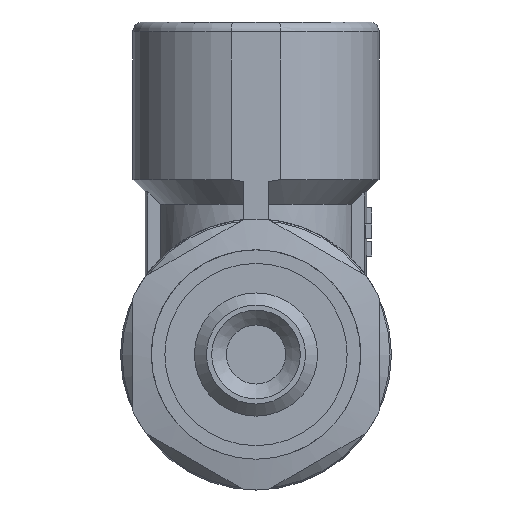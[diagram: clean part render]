
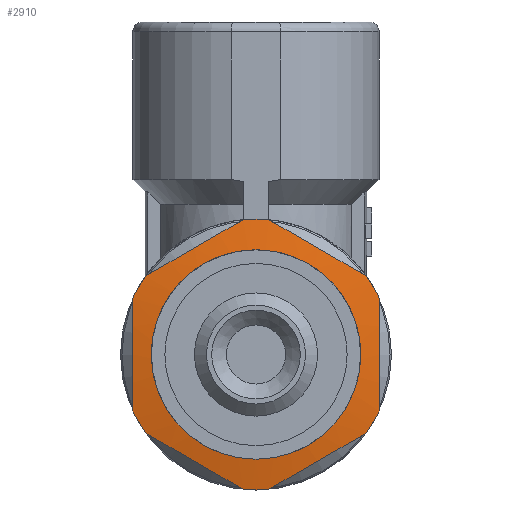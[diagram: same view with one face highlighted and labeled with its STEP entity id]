
A CAD part, front view. The second image highlights one B-rep face of the part: STEP entity #2910.
In plain terms, the highlighted conical face has half-angle 80 degrees and reference radius 5.5 mm.
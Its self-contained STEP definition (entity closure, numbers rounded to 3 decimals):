
#110=CONICAL_SURFACE('',#3095,5.5,1.396);
#165=B_SPLINE_CURVE_WITH_KNOTS('',3,(#4263,#4264,#4265,#4266),
 .UNSPECIFIED.,.F.,.F.,(4,4),(0.006,0.011),
 .UNSPECIFIED.);
#166=B_SPLINE_CURVE_WITH_KNOTS('',3,(#4267,#4268,#4269,#4270),
 .UNSPECIFIED.,.F.,.F.,(4,4),(0.,0.005),
 .UNSPECIFIED.);
#167=B_SPLINE_CURVE_WITH_KNOTS('',3,(#4271,#4272,#4273,#4274),
 .UNSPECIFIED.,.F.,.F.,(4,4),(0.,0.005),
 .UNSPECIFIED.);
#168=B_SPLINE_CURVE_WITH_KNOTS('',3,(#4275,#4276,#4277,#4278),
 .UNSPECIFIED.,.F.,.F.,(4,4),(0.006,0.011),
 .UNSPECIFIED.);
#169=B_SPLINE_CURVE_WITH_KNOTS('',3,(#4279,#4280,#4281,#4282),
 .UNSPECIFIED.,.F.,.F.,(4,4),(0.,0.005),
 .UNSPECIFIED.);
#170=B_SPLINE_CURVE_WITH_KNOTS('',3,(#4283,#4284,#4285,#4286),
 .UNSPECIFIED.,.F.,.F.,(4,4),(0.,0.005),
 .UNSPECIFIED.);
#632=ORIENTED_EDGE('',*,*,#1186,.F.);
#633=ORIENTED_EDGE('',*,*,#1045,.T.);
#634=ORIENTED_EDGE('',*,*,#1187,.T.);
#635=ORIENTED_EDGE('',*,*,#1047,.T.);
#636=ORIENTED_EDGE('',*,*,#1188,.T.);
#637=ORIENTED_EDGE('',*,*,#1051,.T.);
#638=ORIENTED_EDGE('',*,*,#1189,.T.);
#639=ORIENTED_EDGE('',*,*,#1183,.T.);
#640=ORIENTED_EDGE('',*,*,#1190,.T.);
#641=ORIENTED_EDGE('',*,*,#1055,.T.);
#642=ORIENTED_EDGE('',*,*,#1191,.T.);
#643=ORIENTED_EDGE('',*,*,#1059,.T.);
#644=ORIENTED_EDGE('',*,*,#1192,.T.);
#1045=EDGE_CURVE('',#1340,#1339,#1541,.T.);
#1047=EDGE_CURVE('',#1341,#1342,#1542,.T.);
#1051=EDGE_CURVE('',#1345,#1346,#1544,.T.);
#1055=EDGE_CURVE('',#1349,#1350,#1546,.T.);
#1059=EDGE_CURVE('',#1353,#1354,#1548,.T.);
#1183=EDGE_CURVE('',#1450,#1451,#1592,.T.);
#1186=EDGE_CURVE('',#1452,#1452,#1593,.T.);
#1187=EDGE_CURVE('',#1339,#1341,#165,.T.);
#1188=EDGE_CURVE('',#1342,#1345,#166,.T.);
#1189=EDGE_CURVE('',#1346,#1450,#167,.T.);
#1190=EDGE_CURVE('',#1451,#1349,#168,.T.);
#1191=EDGE_CURVE('',#1350,#1353,#169,.T.);
#1192=EDGE_CURVE('',#1354,#1340,#170,.T.);
#1339=VERTEX_POINT('',#3830);
#1340=VERTEX_POINT('',#3832);
#1341=VERTEX_POINT('',#3836);
#1342=VERTEX_POINT('',#3837);
#1345=VERTEX_POINT('',#3845);
#1346=VERTEX_POINT('',#3846);
#1349=VERTEX_POINT('',#3854);
#1350=VERTEX_POINT('',#3855);
#1353=VERTEX_POINT('',#3863);
#1354=VERTEX_POINT('',#3864);
#1450=VERTEX_POINT('',#4256);
#1451=VERTEX_POINT('',#4257);
#1452=VERTEX_POINT('',#4262);
#1541=CIRCLE('',#3013,5.5);
#1542=CIRCLE('',#3015,5.5);
#1544=CIRCLE('',#3018,5.5);
#1546=CIRCLE('',#3021,5.5);
#1548=CIRCLE('',#3024,5.5);
#1592=CIRCLE('',#3094,5.5);
#1593=CIRCLE('',#3096,4.25);
#1671=EDGE_LOOP('',(#632));
#1672=EDGE_LOOP('',(#633,#634,#635,#636,#637,#638,#639,#640,#641,#642,#643,
#644));
#1832=FACE_BOUND('',#1671,.T.);
#1833=FACE_BOUND('',#1672,.T.);
#2910=ADVANCED_FACE('',(#1832,#1833),#110,.T.);
#3013=AXIS2_PLACEMENT_3D('',#3831,#3242,#3243);
#3015=AXIS2_PLACEMENT_3D('',#3835,#3247,#3248);
#3018=AXIS2_PLACEMENT_3D('',#3844,#3255,#3256);
#3021=AXIS2_PLACEMENT_3D('',#3853,#3263,#3264);
#3024=AXIS2_PLACEMENT_3D('',#3862,#3271,#3272);
#3094=AXIS2_PLACEMENT_3D('',#4255,#3445,#3446);
#3095=AXIS2_PLACEMENT_3D('',#4260,#3449,#3450);
#3096=AXIS2_PLACEMENT_3D('',#4261,#3451,#3452);
#3242=DIRECTION('',(0.,-1.,0.));
#3243=DIRECTION('',(0.,0.,-1.));
#3247=DIRECTION('',(0.,-1.,0.));
#3248=DIRECTION('',(0.,0.,-1.));
#3255=DIRECTION('',(0.,-1.,0.));
#3256=DIRECTION('',(0.,0.,-1.));
#3263=DIRECTION('',(0.,-1.,0.));
#3264=DIRECTION('',(0.,0.,-1.));
#3271=DIRECTION('',(0.,-1.,0.));
#3272=DIRECTION('',(0.,0.,-1.));
#3445=DIRECTION('',(0.,-1.,0.));
#3446=DIRECTION('',(0.,0.,-1.));
#3449=DIRECTION('',(0.,1.,0.));
#3450=DIRECTION('',(0.,0.,1.));
#3451=DIRECTION('',(0.,-1.,0.));
#3452=DIRECTION('',(0.,0.,-1.));
#3830=CARTESIAN_POINT('',(-5.,1.42,2.291));
#3831=CARTESIAN_POINT('',(0.,1.42,0.));
#3832=CARTESIAN_POINT('',(-4.484,1.42,3.184));
#3835=CARTESIAN_POINT('',(0.,1.42,0.));
#3836=CARTESIAN_POINT('',(-5.,1.42,-2.291));
#3837=CARTESIAN_POINT('',(-4.484,1.42,-3.184));
#3844=CARTESIAN_POINT('',(0.,1.42,0.));
#3845=CARTESIAN_POINT('',(-0.516,1.42,-5.476));
#3846=CARTESIAN_POINT('',(0.516,1.42,-5.476));
#3853=CARTESIAN_POINT('',(0.,1.42,0.));
#3854=CARTESIAN_POINT('',(5.,1.42,2.291));
#3855=CARTESIAN_POINT('',(4.484,1.42,3.184));
#3862=CARTESIAN_POINT('',(0.,1.42,0.));
#3863=CARTESIAN_POINT('',(0.516,1.42,5.476));
#3864=CARTESIAN_POINT('',(-0.516,1.42,5.476));
#4255=CARTESIAN_POINT('',(0.,1.42,0.));
#4256=CARTESIAN_POINT('',(4.484,1.42,-3.184));
#4257=CARTESIAN_POINT('',(5.,1.42,-2.291));
#4260=CARTESIAN_POINT('',(0.,1.42,0.));
#4261=CARTESIAN_POINT('',(0.,1.2,0.));
#4262=CARTESIAN_POINT('',(0.,1.2,-4.25));
#4263=CARTESIAN_POINT('',(-5.,1.42,2.291));
#4264=CARTESIAN_POINT('',(-5.,1.309,0.772));
#4265=CARTESIAN_POINT('',(-5.,1.308,-0.761));
#4266=CARTESIAN_POINT('',(-5.,1.42,-2.291));
#4267=CARTESIAN_POINT('',(-4.484,1.42,-3.184));
#4268=CARTESIAN_POINT('',(-3.161,1.308,-3.948));
#4269=CARTESIAN_POINT('',(-1.839,1.308,-4.712));
#4270=CARTESIAN_POINT('',(-0.516,1.42,-5.476));
#4271=CARTESIAN_POINT('',(0.516,1.42,-5.476));
#4272=CARTESIAN_POINT('',(1.839,1.308,-4.712));
#4273=CARTESIAN_POINT('',(3.161,1.308,-3.948));
#4274=CARTESIAN_POINT('',(4.484,1.42,-3.184));
#4275=CARTESIAN_POINT('',(5.,1.42,-2.291));
#4276=CARTESIAN_POINT('',(5.,1.309,-0.772));
#4277=CARTESIAN_POINT('',(5.,1.308,0.761));
#4278=CARTESIAN_POINT('',(5.,1.42,2.291));
#4279=CARTESIAN_POINT('',(4.484,1.42,3.184));
#4280=CARTESIAN_POINT('',(3.161,1.308,3.948));
#4281=CARTESIAN_POINT('',(1.839,1.308,4.712));
#4282=CARTESIAN_POINT('',(0.516,1.42,5.476));
#4283=CARTESIAN_POINT('',(-0.516,1.42,5.476));
#4284=CARTESIAN_POINT('',(-1.839,1.308,4.712));
#4285=CARTESIAN_POINT('',(-3.161,1.308,3.948));
#4286=CARTESIAN_POINT('',(-4.484,1.42,3.184));
